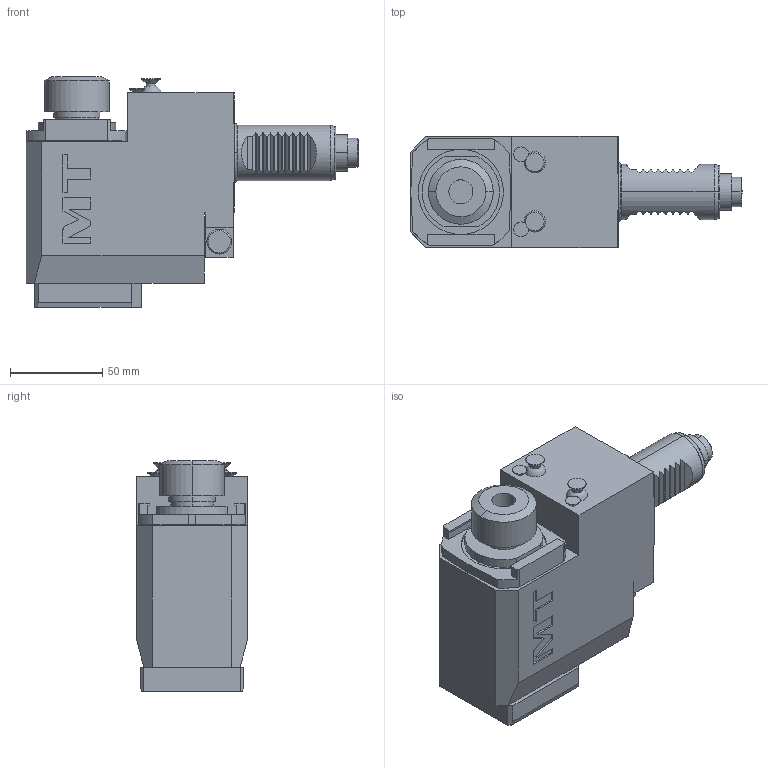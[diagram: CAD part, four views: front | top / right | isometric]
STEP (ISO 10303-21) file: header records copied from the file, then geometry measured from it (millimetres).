
FILE_DESCRIPTION((''),'2;1');
FILE_NAME('SAU0132220_CONF','2023-11-16T15:27:17',('smalpassi'),('M.T. srl'),'CREO PARAMETRIC BY PTC INC, 2021072','CREO PARAMETRIC BY PTC INC, 2021072','');
FILE_SCHEMA(('CONFIG_CONTROL_DESIGN'));
Length unit declared in the file: millimetre
Products named in the file (1): SAU0132220_CONF
Bounding box: 179.5 x 60 x 124.66 mm (x, y, z)
Volume: 694594 mm3; surface area: 69067.8 mm2
Topology: 1 solids, 1 shells, 297 faces, 760 edges, 496 vertices
Faces by surface type: plane 185, cylinder 70, cone 28, torus 8, extrusion 4, sphere 2
Entity records: 9889 total; most frequent: CARTESIAN_POINT 2700, ORIENTED_EDGE 1520, DIRECTION 1400, EDGE_CURVE 760, VERTEX_POINT 496, VECTOR 482, LINE 478, AXIS2_PLACEMENT_3D 459
